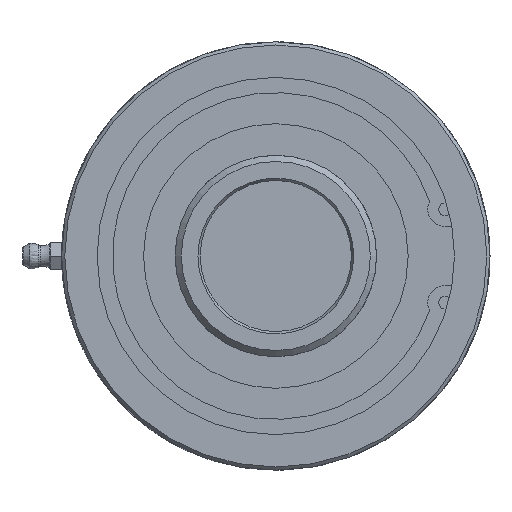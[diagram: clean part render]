
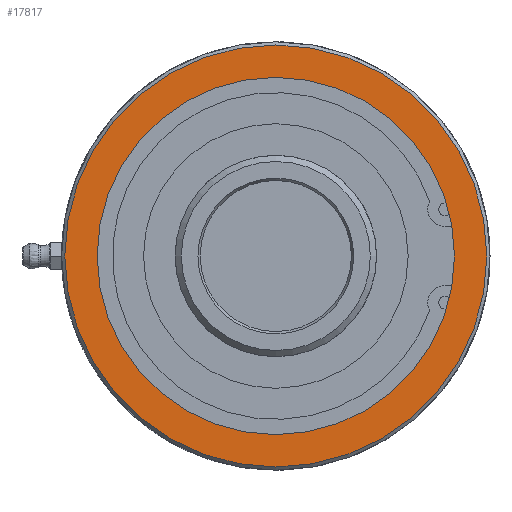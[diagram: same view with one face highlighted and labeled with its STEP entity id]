
A CAD part, left-side view. The second image highlights one B-rep face of the part: STEP entity #17817.
In plain terms, the highlighted planar face has unit normal (-1, 0, 0).
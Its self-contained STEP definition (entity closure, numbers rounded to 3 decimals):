
#201=FACE_BOUND('',#6148,.T.);
#3664=CIRCLE('',#19007,53.2);
#3665=CIRCLE('',#19010,45.035);
#4079=PLANE('',#19009);
#5033=FACE_OUTER_BOUND('',#6147,.T.);
#6147=EDGE_LOOP('',(#16417));
#6148=EDGE_LOOP('',(#16418));
#8778=VERTEX_POINT('',#40365);
#8779=VERTEX_POINT('',#40370);
#11343=EDGE_CURVE('',#8778,#8778,#3664,.T.);
#11345=EDGE_CURVE('',#8779,#8779,#3665,.T.);
#16417=ORIENTED_EDGE('',*,*,#11343,.F.);
#16418=ORIENTED_EDGE('',*,*,#11345,.T.);
#17817=ADVANCED_FACE('',(#5033,#201),#4079,.F.);
#19007=AXIS2_PLACEMENT_3D('',#40366,#22360,#22361);
#19009=AXIS2_PLACEMENT_3D('',#40369,#22365,#22366);
#19010=AXIS2_PLACEMENT_3D('',#40371,#22367,#22368);
#22360=DIRECTION('center_axis',(1.,0.,0.));
#22361=DIRECTION('ref_axis',(0.,-1.,0.));
#22365=DIRECTION('center_axis',(1.,0.,0.));
#22366=DIRECTION('ref_axis',(0.,0.,-1.));
#22367=DIRECTION('center_axis',(1.,0.,0.));
#22368=DIRECTION('ref_axis',(0.,1.,0.));
#40365=CARTESIAN_POINT('',(2.,53.2,0.));
#40366=CARTESIAN_POINT('Origin',(2.,0.,0.));
#40369=CARTESIAN_POINT('Origin',(2.,27.,0.));
#40370=CARTESIAN_POINT('',(2.,-45.035,0.));
#40371=CARTESIAN_POINT('Origin',(2.,0.,0.));
